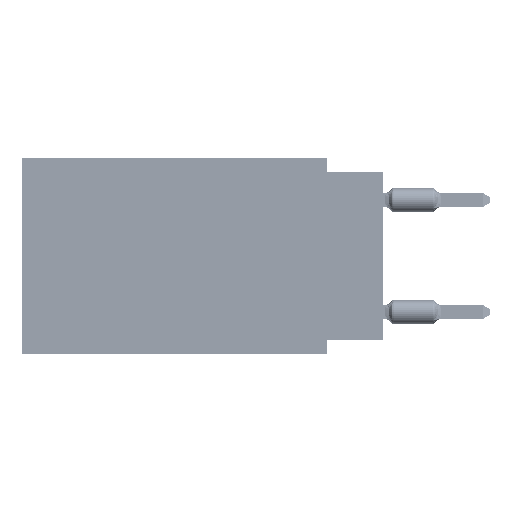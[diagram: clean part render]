
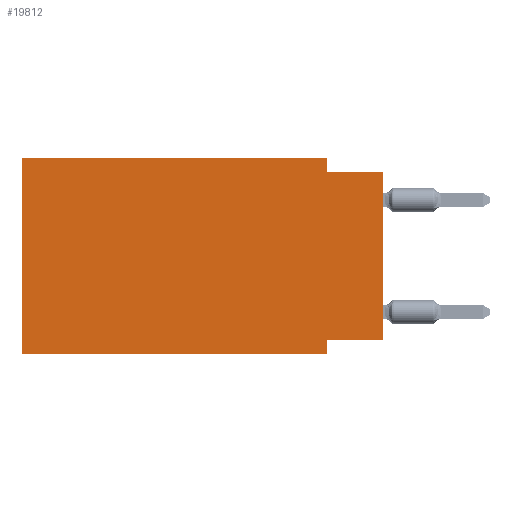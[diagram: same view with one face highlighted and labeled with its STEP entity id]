
A CAD part, left-side view. The second image highlights one B-rep face of the part: STEP entity #19812.
In plain terms, the highlighted planar face has unit normal (-1, 0, 0).
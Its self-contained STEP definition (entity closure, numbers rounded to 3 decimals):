
#666 = EDGE_CURVE ( 'NONE', #59527, #65966, #28123, .T. ) ;
#992 = DIRECTION ( 'NONE',  ( 0., 0., -1. ) ) ;
#5613 = LINE ( 'NONE', #10737, #40147 ) ;
#8851 = VERTEX_POINT ( 'NONE', #18420 ) ;
#9436 = ORIENTED_EDGE ( 'NONE', *, *, #28308, .F. ) ;
#10199 = CARTESIAN_POINT ( 'NONE',  ( 0., 16.383, 0. ) ) ;
#10737 = CARTESIAN_POINT ( 'NONE',  ( 0., 0., 0. ) ) ;
#12749 = CARTESIAN_POINT ( 'NONE',  ( 0., 0., -0.635 ) ) ;
#15146 = EDGE_CURVE ( 'NONE', #32909, #64655, #45733, .T. ) ;
#18418 = EDGE_CURVE ( 'NONE', #8851, #63733, #53066, .T. ) ;
#18420 = CARTESIAN_POINT ( 'NONE',  ( 0., 2.54, -0.635 ) ) ;
#18856 = DIRECTION ( 'NONE',  ( 0., 0., -1. ) ) ;
#19798 = DIRECTION ( 'NONE',  ( 0., 1., 0. ) ) ;
#19812 = ADVANCED_FACE ( 'NONE', ( #34525 ), #40320, .F. ) ;
#20133 = EDGE_CURVE ( 'NONE', #52042, #47540, #57091, .T. ) ;
#20524 = VECTOR ( 'NONE', #992, 1000. ) ;
#22510 = LINE ( 'NONE', #64622, #20524 ) ;
#22584 = CARTESIAN_POINT ( 'NONE',  ( 0., 0., -0.635 ) ) ;
#26535 = VECTOR ( 'NONE', #19798, 1000. ) ;
#28123 = LINE ( 'NONE', #56068, #26535 ) ;
#28308 = EDGE_CURVE ( 'NONE', #47540, #8851, #65761, .T. ) ;
#28658 = CARTESIAN_POINT ( 'NONE',  ( 0., 2.54, -8.255 ) ) ;
#28885 = DIRECTION ( 'NONE',  ( 0., -1., 0. ) ) ;
#29416 = VECTOR ( 'NONE', #28885, 1000. ) ;
#29714 = CARTESIAN_POINT ( 'NONE',  ( 0., 16.383, 0. ) ) ;
#31119 = CARTESIAN_POINT ( 'NONE',  ( 0., 16.383, 0. ) ) ;
#31489 = VECTOR ( 'NONE', #64358, 1000. ) ;
#32909 = VERTEX_POINT ( 'NONE', #33164 ) ;
#33151 = EDGE_CURVE ( 'NONE', #32909, #52042, #42007, .T. ) ;
#33164 = CARTESIAN_POINT ( 'NONE',  ( 0., 16.383, -8.89 ) ) ;
#34525 = FACE_OUTER_BOUND ( 'NONE', #36613, .T. ) ;
#34788 = VECTOR ( 'NONE', #52951, 1000. ) ;
#36400 = DIRECTION ( 'NONE',  ( 0., 0., 1. ) ) ;
#36613 = EDGE_LOOP ( 'NONE', ( #65341, #43611, #9436, #47407, #64076, #48107, #60632, #51477 ) ) ;
#38964 = VECTOR ( 'NONE', #40929, 1000. ) ;
#40147 = VECTOR ( 'NONE', #36400, 1000. ) ;
#40320 = PLANE ( 'NONE',  #46885 ) ;
#40929 = DIRECTION ( 'NONE',  ( 0., -1., 0. ) ) ;
#41666 = CARTESIAN_POINT ( 'NONE',  ( 0., 16.383, 0. ) ) ;
#42007 = LINE ( 'NONE', #41666, #34788 ) ;
#43611 = ORIENTED_EDGE ( 'NONE', *, *, #18418, .F. ) ;
#45733 = LINE ( 'NONE', #62495, #38964 ) ;
#45804 = DIRECTION ( 'NONE',  ( 1., 0., 0. ) ) ;
#46537 = EDGE_CURVE ( 'NONE', #59527, #63733, #5613, .T. ) ;
#46885 = AXIS2_PLACEMENT_3D ( 'NONE', #29714, #45804, #61535 ) ;
#46948 = EDGE_CURVE ( 'NONE', #65966, #64655, #22510, .T. ) ;
#47407 = ORIENTED_EDGE ( 'NONE', *, *, #20133, .F. ) ;
#47540 = VERTEX_POINT ( 'NONE', #50137 ) ;
#48107 = ORIENTED_EDGE ( 'NONE', *, *, #15146, .T. ) ;
#48998 = CARTESIAN_POINT ( 'NONE',  ( 0., 2.54, 0. ) ) ;
#50137 = CARTESIAN_POINT ( 'NONE',  ( 0., 2.54, 0. ) ) ;
#51477 = ORIENTED_EDGE ( 'NONE', *, *, #666, .F. ) ;
#52042 = VERTEX_POINT ( 'NONE', #31119 ) ;
#52951 = DIRECTION ( 'NONE',  ( 0., 0., 1. ) ) ;
#53066 = LINE ( 'NONE', #22584, #31489 ) ;
#55216 = VECTOR ( 'NONE', #18856, 1000. ) ;
#56068 = CARTESIAN_POINT ( 'NONE',  ( 0., 0., -8.255 ) ) ;
#57091 = LINE ( 'NONE', #10199, #29416 ) ;
#59527 = VERTEX_POINT ( 'NONE', #61053 ) ;
#60632 = ORIENTED_EDGE ( 'NONE', *, *, #46948, .F. ) ;
#60799 = CARTESIAN_POINT ( 'NONE',  ( 0., 2.54, -8.89 ) ) ;
#61053 = CARTESIAN_POINT ( 'NONE',  ( 0., 0., -8.255 ) ) ;
#61535 = DIRECTION ( 'NONE',  ( 0., 0., -1. ) ) ;
#62495 = CARTESIAN_POINT ( 'NONE',  ( 0., 16.383, -8.89 ) ) ;
#63733 = VERTEX_POINT ( 'NONE', #12749 ) ;
#64076 = ORIENTED_EDGE ( 'NONE', *, *, #33151, .F. ) ;
#64358 = DIRECTION ( 'NONE',  ( 0., -1., 0. ) ) ;
#64622 = CARTESIAN_POINT ( 'NONE',  ( 0., 2.54, -8.89 ) ) ;
#64655 = VERTEX_POINT ( 'NONE', #60799 ) ;
#65341 = ORIENTED_EDGE ( 'NONE', *, *, #46537, .T. ) ;
#65761 = LINE ( 'NONE', #48998, #55216 ) ;
#65966 = VERTEX_POINT ( 'NONE', #28658 ) ;
